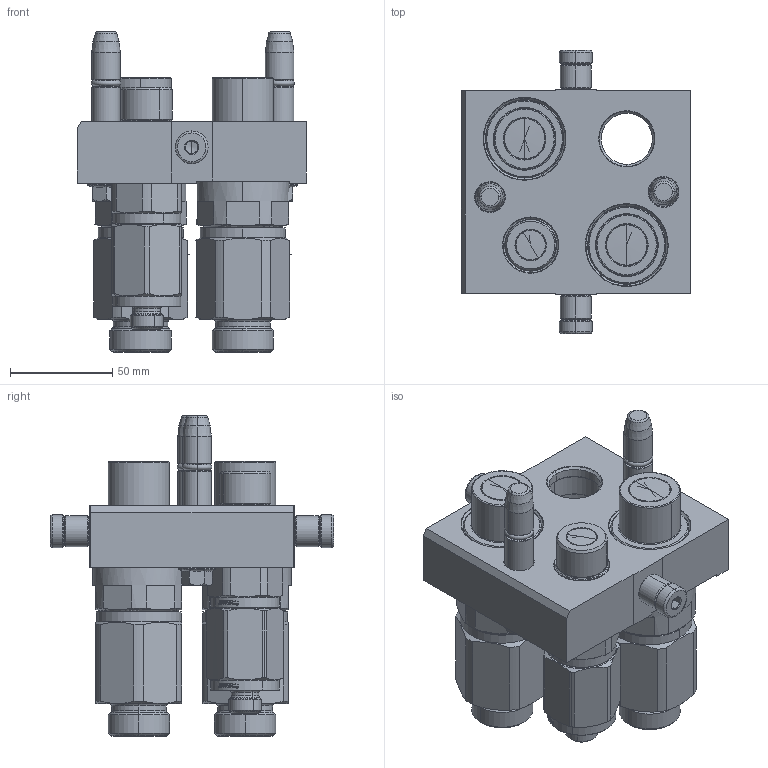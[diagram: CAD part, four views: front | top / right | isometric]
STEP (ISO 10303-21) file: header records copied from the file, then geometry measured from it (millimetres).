
FILE_DESCRIPTION (( 'STEP AP214' ), '1' );
FILE_NAME ('FASTER.step', '2024-11-26T10:45:32', ( '' ), ( '' ), 'SwSTEP 2.0', 'SolidWorks 2017', '' );
FILE_SCHEMA (( 'AUTOMOTIVE_DESIGN' ));
Length unit declared in the file: millimetre
Products named in the file (13): 4830_013_3000_030; 1540_080_0008_000; 3ffnp12-2_16m; 4830_010_0000_032; et002; or2_62x9_19_m; FASTER; P510_M_BASE; 4830_028_1000_011; 3ffnp34_3_302m; 4830_021_0000_000
Assembly tree (18 placements, depth 3):
  FASTER
    P510_M_BASE
      4830_010_0000_032
      4830_013_3000_030  x2
      4830_028_1000_011  x2
      4830_021_0000_000  x2
      1540_080_0008_000  x2
      or2_62x9_19_m  x2
    3ffnp34_3_302m  x2
      3ffnp34_3_302m
    3ffnp12-2_16m
      3ffnp12-2_16m
    et002
Bounding box: 112.3 x 138.6 x 156.75 mm (x, y, z)
Volume: 2873.9 mm3; surface area: 130174.5 mm2
Topology: 5 solids, 47 shells, 1994 faces, 5799 edges, 3798 vertices
Faces by surface type: plane 1148, cylinder 323, cone 306, torus 110, bspline 107
Entity records: 64356 total; most frequent: CARTESIAN_POINT 17647, ORIENTED_EDGE 8433, DIRECTION 7723, EDGE_CURVE 4537, VECTOR 3009, LINE 3009, VERTEX_POINT 2989, AXIS2_PLACEMENT_3D 2357
